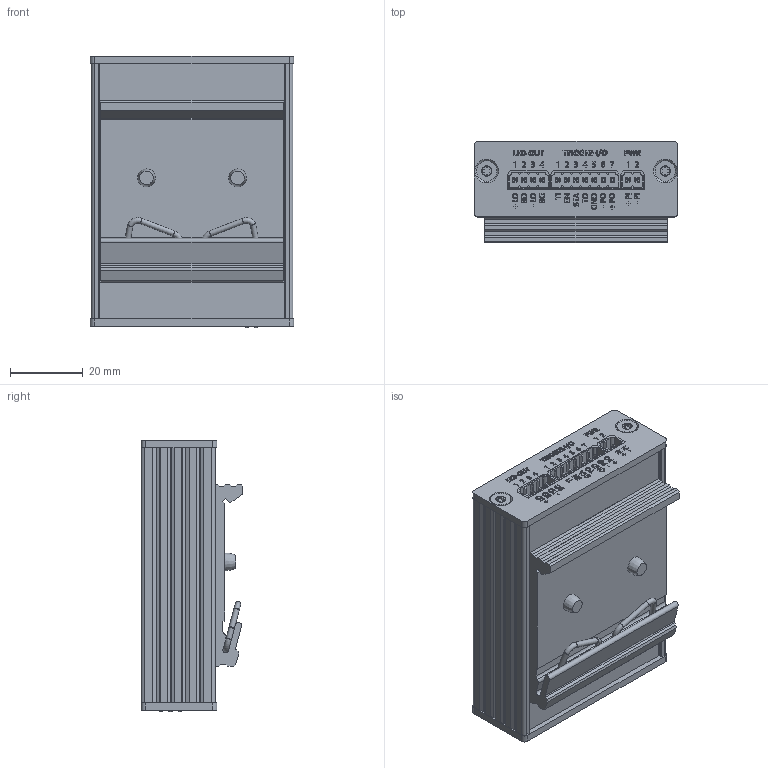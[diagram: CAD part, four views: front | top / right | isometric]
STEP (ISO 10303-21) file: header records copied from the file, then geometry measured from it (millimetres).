
FILE_DESCRIPTION(/* description */ ('>>BEZEICHNUNG<<'),/* implementation_level */ '2;1');
FILE_NAME(/* name */ 'DLC3005-R.stp',/* time_stamp */ '2016-07-20T13:02:18+02:00',/* author */ ('REGENSPURG'),/* organization */ ('Vision & Control'),/* preprocessor_version */ 'ST-DEVELOPER v16.1',/* originating_system */ 'Autodesk Inventor 2016',/* authorisation */ '');
FILE_SCHEMA (('AUTOMOTIVE_DESIGN { 1 0 10303 214 3 1 1 }'));
Products named in the file (1): DLC3005-R
Bounding box: 55.8 x 27.9 x 74.42 mm (x, y, z)
Volume: 86536 mm3; surface area: 18909.4 mm2
Topology: 2 solids, 2 shells, 6528 faces, 17288 edges, 11457 vertices
Faces by surface type: plane 4025, bspline 2169, cylinder 242, cone 76, torus 8, sphere 8
Full cylindrical faces by diameter (mm): 0.8 x3, 1.5 x6, 1.95 x6, 2 x6, 5.6 x4, 7.6 x3, 7.7 x3
Entity records: 220542 total; most frequent: CARTESIAN_POINT 66590, ORIENTED_EDGE 34426, DIRECTION 22227, EDGE_CURVE 17201, LINE 12111, VECTOR 12111, VERTEX_POINT 11435, EDGE_LOOP 7286
